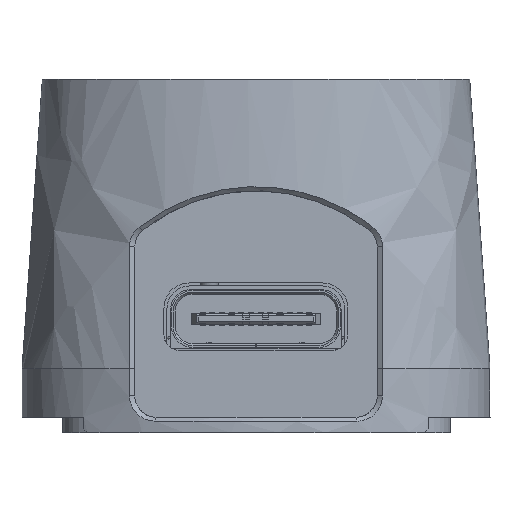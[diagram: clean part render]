
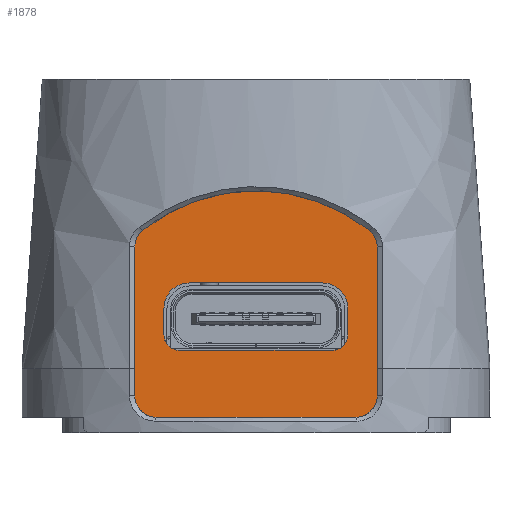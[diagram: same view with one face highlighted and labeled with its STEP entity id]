
A CAD part, left-side view. The second image highlights one B-rep face of the part: STEP entity #1878.
In plain terms, the highlighted planar face has unit normal (-1, 0, 0).
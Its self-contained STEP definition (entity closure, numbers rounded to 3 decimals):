
#1126=FACE_BOUND('',#4806,.T.);
#1127=FACE_BOUND('',#4807,.T.);
#1246=CIRCLE('',#21824,0.8);
#1306=CIRCLE('',#21899,1.3);
#1307=CIRCLE('',#21900,1.3);
#1308=CIRCLE('',#21901,0.8);
#1309=CIRCLE('',#21902,1.1);
#1310=CIRCLE('',#21903,1.1);
#1311=CIRCLE('',#21904,1.1);
#1312=CIRCLE('',#21905,9.37);
#1313=CIRCLE('',#21906,1.1);
#1878=ADVANCED_FACE('',(#1126,#1127),#3025,.F.);
#3025=PLANE('',#21907);
#4806=EDGE_LOOP('',(#6794,#6795,#6796,#6797,#6798,#6799,#6800,#6801));
#4807=EDGE_LOOP('',(#6802,#6803,#6804,#6805,#6806,#6807,#6808,#6809));
#6794=ORIENTED_EDGE('',*,*,#14994,.F.);
#6795=ORIENTED_EDGE('',*,*,#14995,.F.);
#6796=ORIENTED_EDGE('',*,*,#14996,.F.);
#6797=ORIENTED_EDGE('',*,*,#14997,.F.);
#6798=ORIENTED_EDGE('',*,*,#14998,.F.);
#6799=ORIENTED_EDGE('',*,*,#14999,.F.);
#6800=ORIENTED_EDGE('',*,*,#14624,.F.);
#6801=ORIENTED_EDGE('',*,*,#15000,.F.);
#6802=ORIENTED_EDGE('',*,*,#15001,.T.);
#6803=ORIENTED_EDGE('',*,*,#15002,.T.);
#6804=ORIENTED_EDGE('',*,*,#15003,.F.);
#6805=ORIENTED_EDGE('',*,*,#15004,.T.);
#6806=ORIENTED_EDGE('',*,*,#15005,.T.);
#6807=ORIENTED_EDGE('',*,*,#15006,.T.);
#6808=ORIENTED_EDGE('',*,*,#15007,.T.);
#6809=ORIENTED_EDGE('',*,*,#15008,.T.);
#12601=VERTEX_POINT('',#29313);
#12609=VERTEX_POINT('',#29353);
#12964=VERTEX_POINT('',#30454);
#12965=VERTEX_POINT('',#30455);
#12966=VERTEX_POINT('',#30457);
#12967=VERTEX_POINT('',#30459);
#12968=VERTEX_POINT('',#30461);
#12969=VERTEX_POINT('',#30463);
#12970=VERTEX_POINT('',#30467);
#12971=VERTEX_POINT('',#30468);
#12972=VERTEX_POINT('',#30470);
#12973=VERTEX_POINT('',#30472);
#12974=VERTEX_POINT('',#30474);
#12975=VERTEX_POINT('',#30476);
#12976=VERTEX_POINT('',#30478);
#12977=VERTEX_POINT('',#30480);
#14624=EDGE_CURVE('',#12609,#12601,#1246,.T.);
#14994=EDGE_CURVE('',#12964,#12965,#1306,.T.);
#14995=EDGE_CURVE('',#12966,#12964,#17971,.T.);
#14996=EDGE_CURVE('',#12967,#12966,#1307,.T.);
#14997=EDGE_CURVE('',#12968,#12967,#17972,.T.);
#14998=EDGE_CURVE('',#12969,#12968,#1308,.T.);
#14999=EDGE_CURVE('',#12601,#12969,#17973,.T.);
#15000=EDGE_CURVE('',#12965,#12609,#17974,.T.);
#15001=EDGE_CURVE('',#12970,#12971,#17975,.T.);
#15002=EDGE_CURVE('',#12971,#12972,#1309,.T.);
#15003=EDGE_CURVE('',#12973,#12972,#17976,.T.);
#15004=EDGE_CURVE('',#12973,#12974,#1310,.T.);
#15005=EDGE_CURVE('',#12974,#12975,#17977,.T.);
#15006=EDGE_CURVE('',#12975,#12976,#1311,.T.);
#15007=EDGE_CURVE('',#12976,#12977,#1312,.T.);
#15008=EDGE_CURVE('',#12977,#12970,#1313,.T.);
#17971=LINE('',#30456,#20033);
#17972=LINE('',#30460,#20034);
#17973=LINE('',#30464,#20035);
#17974=LINE('',#30465,#20036);
#17975=LINE('',#30466,#20037);
#17976=LINE('',#30471,#20038);
#17977=LINE('',#30475,#20039);
#20033=VECTOR('',#24004,1.);
#20034=VECTOR('',#24007,1.);
#20035=VECTOR('',#24010,1.);
#20036=VECTOR('',#24011,1.);
#20037=VECTOR('',#24012,1.);
#20038=VECTOR('',#24015,1.);
#20039=VECTOR('',#24018,1.);
#21824=AXIS2_PLACEMENT_3D('',#29354,#23578,#23579);
#21899=AXIS2_PLACEMENT_3D('',#30453,#24002,#24003);
#21900=AXIS2_PLACEMENT_3D('',#30458,#24005,#24006);
#21901=AXIS2_PLACEMENT_3D('',#30462,#24008,#24009);
#21902=AXIS2_PLACEMENT_3D('',#30469,#24013,#24014);
#21903=AXIS2_PLACEMENT_3D('',#30473,#24016,#24017);
#21904=AXIS2_PLACEMENT_3D('',#30477,#24019,#24020);
#21905=AXIS2_PLACEMENT_3D('',#30479,#24021,#24022);
#21906=AXIS2_PLACEMENT_3D('',#30481,#24023,#24024);
#21907=AXIS2_PLACEMENT_3D('',#30482,#24025,#24026);
#23578=DIRECTION('',(-1.,0.,0.));
#23579=DIRECTION('',(0.,-1.,0.));
#24002=DIRECTION('',(-1.,0.,0.));
#24003=DIRECTION('',(0.,-1.,0.));
#24004=DIRECTION('',(0.,1.,0.));
#24005=DIRECTION('',(-1.,0.,0.));
#24006=DIRECTION('',(0.,-1.,0.));
#24007=DIRECTION('',(0.,0.,1.));
#24008=DIRECTION('',(-1.,0.,0.));
#24009=DIRECTION('',(0.,-1.,0.));
#24010=DIRECTION('',(0.,-1.,0.));
#24011=DIRECTION('',(0.,0.,-1.));
#24012=DIRECTION('',(0.,0.,-1.));
#24013=DIRECTION('',(-1.,0.,0.));
#24014=DIRECTION('',(0.,1.,0.));
#24015=DIRECTION('',(0.,1.,0.));
#24016=DIRECTION('',(-1.,0.,0.));
#24017=DIRECTION('',(0.,1.,0.));
#24018=DIRECTION('',(0.,0.,1.));
#24019=DIRECTION('',(-1.,0.,0.));
#24020=DIRECTION('',(0.,1.,0.));
#24021=DIRECTION('',(-1.,0.,0.));
#24022=DIRECTION('',(0.,1.,0.));
#24023=DIRECTION('',(-1.,0.,0.));
#24024=DIRECTION('',(0.,1.,0.));
#24025=DIRECTION('',(1.,0.,0.));
#24026=DIRECTION('',(0.,-1.,0.));
#29313=CARTESIAN_POINT('',(-101.252,13.945,-3.685));
#29353=CARTESIAN_POINT('',(-101.252,14.745,-2.885));
#29354=CARTESIAN_POINT('',(-101.252,13.945,-2.885));
#30453=CARTESIAN_POINT('',(-101.252,13.445,-1.505));
#30454=CARTESIAN_POINT('',(-101.252,13.445,-0.205));
#30455=CARTESIAN_POINT('',(-101.252,14.745,-1.505));
#30456=CARTESIAN_POINT('',(-101.252,10.,-0.205));
#30457=CARTESIAN_POINT('',(-101.252,6.565,-0.205));
#30458=CARTESIAN_POINT('',(-101.252,6.565,-1.505));
#30459=CARTESIAN_POINT('',(-101.252,5.265,-1.505));
#30460=CARTESIAN_POINT('',(-101.252,5.265,-1.075));
#30461=CARTESIAN_POINT('',(-101.252,5.265,-2.885));
#30462=CARTESIAN_POINT('',(-101.252,6.065,-2.885));
#30463=CARTESIAN_POINT('',(-101.252,6.065,-3.685));
#30464=CARTESIAN_POINT('',(-101.252,10.,-3.685));
#30465=CARTESIAN_POINT('',(-101.252,14.745,-1.075));
#30466=CARTESIAN_POINT('',(-101.252,16.25,-1.075));
#30467=CARTESIAN_POINT('',(-101.252,16.25,1.648));
#30468=CARTESIAN_POINT('',(-101.252,16.25,-6.03));
#30469=CARTESIAN_POINT('',(-101.252,15.15,-6.03));
#30470=CARTESIAN_POINT('',(-101.252,15.15,-7.13));
#30471=CARTESIAN_POINT('',(-101.252,16.25,-7.13));
#30472=CARTESIAN_POINT('',(-101.252,4.85,-7.13));
#30473=CARTESIAN_POINT('',(-101.252,4.85,-6.03));
#30474=CARTESIAN_POINT('',(-101.252,3.75,-6.03));
#30475=CARTESIAN_POINT('',(-101.252,3.75,-1.075));
#30476=CARTESIAN_POINT('',(-101.252,3.75,1.648));
#30477=CARTESIAN_POINT('',(-101.252,4.85,1.648));
#30478=CARTESIAN_POINT('',(-101.252,4.165,2.508));
#30479=CARTESIAN_POINT('',(-101.252,10.,-4.823));
#30480=CARTESIAN_POINT('',(-101.252,15.835,2.508));
#30481=CARTESIAN_POINT('',(-101.252,15.15,1.648));
#30482=CARTESIAN_POINT('',(-101.252,10.,-1.075));
